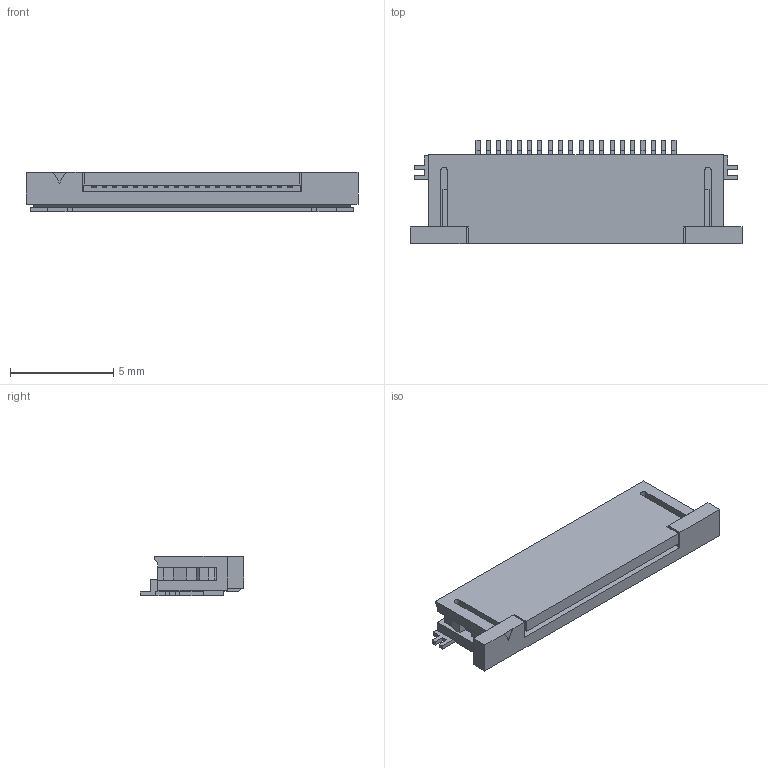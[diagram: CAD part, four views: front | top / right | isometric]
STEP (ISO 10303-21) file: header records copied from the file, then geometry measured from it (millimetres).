
FILE_DESCRIPTION(('STEP AP242'),'1');
FILE_NAME('0527452097.stp','2025-01-16T09:24:30',('TraceParts'),('TraceParts S.A.'),'Spatial InterOp 3D',' ',' ');
FILE_SCHEMA(('AP242_MANAGED_MODEL_BASED_3D_ENGINEERING_MIM_LF {1 0 10303 442 1 1 4}'));
Length unit declared in the file: millimetre
Products named in the file (1): 0527452097
Bounding box: 16.1 x 5 x 1.91 mm (x, y, z)
Volume: 99 mm3; surface area: 375.7 mm2
Topology: 1 solids, 1 shells, 492 faces, 1452 edges, 966 vertices
Faces by surface type: plane 428, cylinder 64
Entity records: 16237 total; most frequent: CARTESIAN_POINT 2911, ORIENTED_EDGE 2904, DIRECTION 2566, EDGE_CURVE 1452, LINE 1324, VECTOR 1324, VERTEX_POINT 966, AXIS2_PLACEMENT_3D 621
